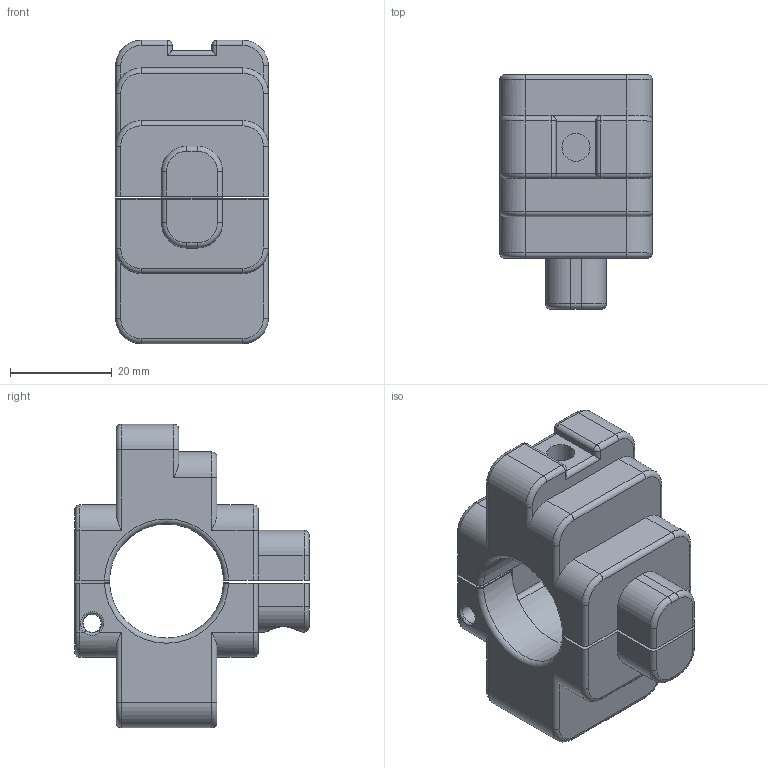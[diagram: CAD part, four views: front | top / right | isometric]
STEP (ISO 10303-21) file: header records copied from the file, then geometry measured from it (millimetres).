
FILE_DESCRIPTION(/* description */ (''),/* implementation_level */ '2;1');
FILE_NAME(/* name */ 'bed_probe_holder.step',/* time_stamp */ '2018-02-15T07:51:04+01:00',/* author */ (''),/* organization */ (''),/* preprocessor_version */ 'ST-DEVELOPER v16.13',/* originating_system */ 'Autodesk Translation Framework v6.5.0.72',/* authorisation */ '');
FILE_SCHEMA (('AUTOMOTIVE_DESIGN { 1 0 10303 214 3 1 1 }'));
Length unit declared in the file: millimetre
Products named in the file (3): BedProbeHolder; BedProbeHolderFront; BedProbeHolderBack
Assembly tree (2 placements, depth 2):
  BedProbeHolder
    BedProbeHolderFront
    BedProbeHolderBack
Bounding box: 30 x 46 x 59.6 mm (x, y, z)
Volume: 35225.8 mm3; surface area: 12940 mm2
Topology: 2 solids, 2 shells, 184 faces, 449 edges, 273 vertices
Faces by surface type: cylinder 78, plane 62, torus 31, bspline 9, sphere 4
Full cylindrical faces by diameter (mm): 3.5 x4, 3.8 x2, 5 x1, 5.5 x1, 7 x1
Entity records: 5969 total; most frequent: CARTESIAN_POINT 1494, DIRECTION 962, ORIENTED_EDGE 902, EDGE_CURVE 451, AXIS2_PLACEMENT_3D 365, VERTEX_POINT 275, LINE 232, VECTOR 232
